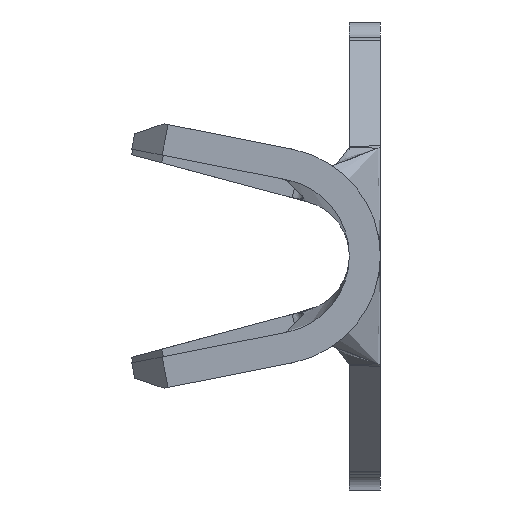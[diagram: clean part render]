
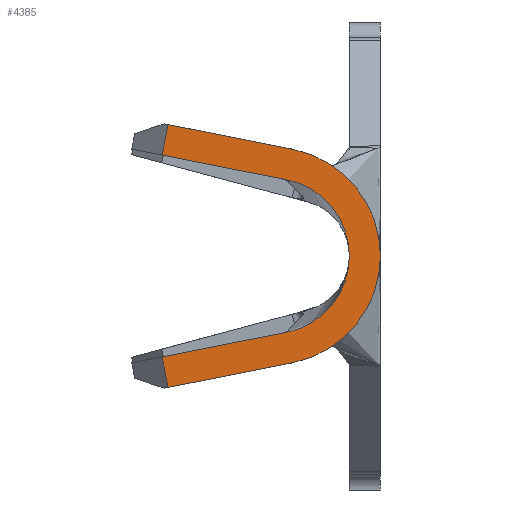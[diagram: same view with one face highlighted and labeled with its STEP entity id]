
A CAD part, left-side view. The second image highlights one B-rep face of the part: STEP entity #4385.
In plain terms, the highlighted planar face has unit normal (-1, 0, 0).
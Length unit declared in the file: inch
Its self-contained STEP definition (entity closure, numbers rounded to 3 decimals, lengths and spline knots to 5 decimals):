
#175 = PLANE ( 'NONE',  #3710 ) ;
#319 = EDGE_CURVE ( 'NONE', #357, #2844, #3361, .T. ) ;
#346 = DIRECTION ( 'NONE',  ( 0., -0.194, -0.981 ) ) ;
#357 = VERTEX_POINT ( 'NONE', #5646 ) ;
#641 = DIRECTION ( 'NONE',  ( 0., 0.981, -0.194 ) ) ;
#658 = EDGE_CURVE ( 'NONE', #1996, #357, #5283, .T. ) ;
#763 = LINE ( 'NONE', #4581, #6273 ) ;
#775 = DIRECTION ( 'NONE',  ( 1., 0., 0. ) ) ;
#899 = EDGE_CURVE ( 'NONE', #4747, #6736, #763, .T. ) ;
#1110 = CARTESIAN_POINT ( 'NONE',  ( -0.467, 0.14038, -0.06486 ) ) ;
#1145 = EDGE_CURVE ( 'NONE', #1614, #3679, #3983, .T. ) ;
#1381 = EDGE_LOOP ( 'NONE', ( #3064, #2727, #6137, #2123, #5675, #2497, #6344, #5727 ) ) ;
#1543 = VECTOR ( 'NONE', #6807, 39.37008 ) ;
#1614 = VERTEX_POINT ( 'NONE', #5679 ) ;
#1762 = DIRECTION ( 'NONE',  ( -1., 0., 0. ) ) ;
#1924 = CARTESIAN_POINT ( 'NONE',  ( -0.467, 0.06032, 0.04905 ) ) ;
#1930 = DIRECTION ( 'NONE',  ( 0., -0.981, 0.194 ) ) ;
#1989 = EDGE_CURVE ( 'NONE', #3679, #4747, #2469, .T. ) ;
#1996 = VERTEX_POINT ( 'NONE', #1924 ) ;
#2123 = ORIENTED_EDGE ( 'NONE', *, *, #658, .T. ) ;
#2197 = AXIS2_PLACEMENT_3D ( 'NONE', #4025, #775, #2965 ) ;
#2239 = CARTESIAN_POINT ( 'NONE',  ( -0.467, 0.1365, -0.08448 ) ) ;
#2242 = VERTEX_POINT ( 'NONE', #2239 ) ;
#2361 = CARTESIAN_POINT ( 'NONE',  ( -0.467, 0.07, 0. ) ) ;
#2469 = LINE ( 'NONE', #4635, #1543 ) ;
#2497 = ORIENTED_EDGE ( 'NONE', *, *, #5361, .T. ) ;
#2695 = CARTESIAN_POINT ( 'NONE',  ( -0.467, 0.06032, 0.04905 ) ) ;
#2727 = ORIENTED_EDGE ( 'NONE', *, *, #899, .T. ) ;
#2844 = VERTEX_POINT ( 'NONE', #1110 ) ;
#2850 = VECTOR ( 'NONE', #4859, 39.37008 ) ;
#2965 = DIRECTION ( 'NONE',  ( 0., 0., 1. ) ) ;
#3064 = ORIENTED_EDGE ( 'NONE', *, *, #1989, .T. ) ;
#3074 = LINE ( 'NONE', #5246, #3242 ) ;
#3242 = VECTOR ( 'NONE', #346, 39.37008 ) ;
#3338 = VECTOR ( 'NONE', #1930, 39.37008 ) ;
#3361 = LINE ( 'NONE', #5539, #3663 ) ;
#3663 = VECTOR ( 'NONE', #641, 39.37008 ) ;
#3679 = VERTEX_POINT ( 'NONE', #6173 ) ;
#3710 = AXIS2_PLACEMENT_3D ( 'NONE', #2361, #4524, #6698 ) ;
#3933 = DIRECTION ( 'NONE',  ( 0., 0., 1. ) ) ;
#3983 = CIRCLE ( 'NONE', #4580, 0.07 ) ;
#4025 = CARTESIAN_POINT ( 'NONE',  ( -0.467, 0.07, 0. ) ) ;
#4385 = ADVANCED_FACE ( 'NONE', ( #5074 ), #175, .T. ) ;
#4524 = DIRECTION ( 'NONE',  ( -1., 0., 0. ) ) ;
#4580 = AXIS2_PLACEMENT_3D ( 'NONE', #5011, #1762, #3933 ) ;
#4581 = CARTESIAN_POINT ( 'NONE',  ( -0.467, 0.14038, 0.06486 ) ) ;
#4635 = CARTESIAN_POINT ( 'NONE',  ( -0.467, 0.05644, 0.06867 ) ) ;
#4639 = CARTESIAN_POINT ( 'NONE',  ( -0.467, 0.14038, 0.06486 ) ) ;
#4641 = LINE ( 'NONE', #6815, #3338 ) ;
#4747 = VERTEX_POINT ( 'NONE', #5720 ) ;
#4859 = DIRECTION ( 'NONE',  ( 0., -0.981, -0.194 ) ) ;
#4941 = EDGE_CURVE ( 'NONE', #2242, #1614, #4641, .T. ) ;
#5011 = CARTESIAN_POINT ( 'NONE',  ( -0.467, 0.07, 0. ) ) ;
#5074 = FACE_OUTER_BOUND ( 'NONE', #1381, .T. ) ;
#5246 = CARTESIAN_POINT ( 'NONE',  ( -0.467, 0.13844, -0.07467 ) ) ;
#5283 = CIRCLE ( 'NONE', #2197, 0.05 ) ;
#5361 = EDGE_CURVE ( 'NONE', #2844, #2242, #3074, .T. ) ;
#5539 = CARTESIAN_POINT ( 'NONE',  ( -0.467, 0.06032, -0.04905 ) ) ;
#5646 = CARTESIAN_POINT ( 'NONE',  ( -0.467, 0.06032, -0.04905 ) ) ;
#5675 = ORIENTED_EDGE ( 'NONE', *, *, #319, .T. ) ;
#5679 = CARTESIAN_POINT ( 'NONE',  ( -0.467, 0.05644, -0.06867 ) ) ;
#5720 = CARTESIAN_POINT ( 'NONE',  ( -0.467, 0.1365, 0.08448 ) ) ;
#5727 = ORIENTED_EDGE ( 'NONE', *, *, #1145, .T. ) ;
#5929 = LINE ( 'NONE', #2695, #2850 ) ;
#6137 = ORIENTED_EDGE ( 'NONE', *, *, #6922, .T. ) ;
#6173 = CARTESIAN_POINT ( 'NONE',  ( -0.467, 0.05644, 0.06867 ) ) ;
#6273 = VECTOR ( 'NONE', #6756, 39.37008 ) ;
#6344 = ORIENTED_EDGE ( 'NONE', *, *, #4941, .T. ) ;
#6698 = DIRECTION ( 'NONE',  ( 0., 0., 1. ) ) ;
#6736 = VERTEX_POINT ( 'NONE', #4639 ) ;
#6756 = DIRECTION ( 'NONE',  ( 0., 0.194, -0.981 ) ) ;
#6807 = DIRECTION ( 'NONE',  ( 0., 0.981, 0.194 ) ) ;
#6815 = CARTESIAN_POINT ( 'NONE',  ( -0.467, 0.05644, -0.06867 ) ) ;
#6922 = EDGE_CURVE ( 'NONE', #6736, #1996, #5929, .T. ) ;
